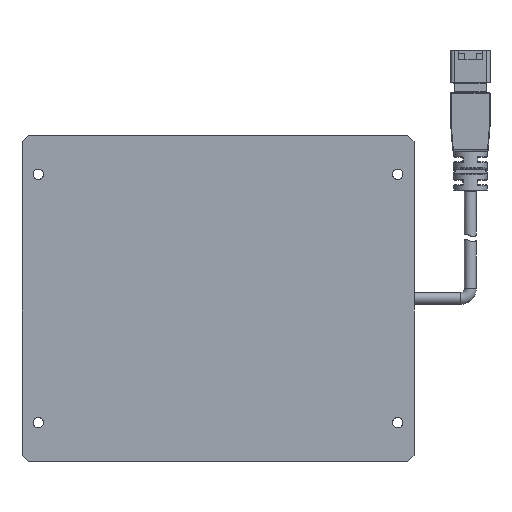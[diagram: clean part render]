
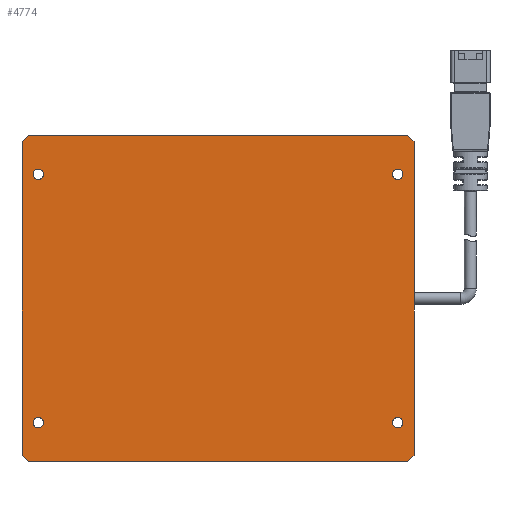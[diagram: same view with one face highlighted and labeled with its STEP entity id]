
A CAD part, front view. The second image highlights one B-rep face of the part: STEP entity #4774.
In plain terms, the highlighted planar face has unit normal (0, -1, 0).
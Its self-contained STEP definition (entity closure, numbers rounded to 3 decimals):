
#91 = CARTESIAN_POINT ( 'NONE',  ( 58., 0., -50. ) ) ;
#232 = LINE ( 'NONE', #2554, #5433 ) ;
#258 = CARTESIAN_POINT ( 'NONE',  ( 60., 0., -48. ) ) ;
#333 = CARTESIAN_POINT ( 'NONE',  ( -55., 0., 38. ) ) ;
#405 = ORIENTED_EDGE ( 'NONE', *, *, #1354, .F. ) ;
#486 = DIRECTION ( 'NONE',  ( -0.707, 0., 0.707 ) ) ;
#513 = CIRCLE ( 'NONE', #2996, 1.6 ) ;
#551 = CARTESIAN_POINT ( 'NONE',  ( -60., 0., -50. ) ) ;
#584 = CARTESIAN_POINT ( 'NONE',  ( 55., 0., -39.6 ) ) ;
#731 = VERTEX_POINT ( 'NONE', #91 ) ;
#751 = EDGE_CURVE ( 'NONE', #7436, #5542, #8802, .T. ) ;
#753 = LINE ( 'NONE', #8709, #7070 ) ;
#792 = LINE ( 'NONE', #551, #2842 ) ;
#794 = CARTESIAN_POINT ( 'NONE',  ( 55., 0., 36.4 ) ) ;
#804 = FACE_OUTER_BOUND ( 'NONE', #1054, .T. ) ;
#867 = CARTESIAN_POINT ( 'NONE',  ( -58., 0., 50. ) ) ;
#923 = CARTESIAN_POINT ( 'NONE',  ( -60., 0., -50. ) ) ;
#980 = CARTESIAN_POINT ( 'NONE',  ( -55., 0., 38. ) ) ;
#989 = ORIENTED_EDGE ( 'NONE', *, *, #9297, .F. ) ;
#1054 = EDGE_LOOP ( 'NONE', ( #7621, #5528, #2160, #7120, #989, #1811, #405, #11053 ) ) ;
#1079 = FACE_BOUND ( 'NONE', #3171, .T. ) ;
#1255 = VERTEX_POINT ( 'NONE', #3106 ) ;
#1277 = ORIENTED_EDGE ( 'NONE', *, *, #10652, .T. ) ;
#1295 = AXIS2_PLACEMENT_3D ( 'NONE', #9426, #10311, #2291 ) ;
#1354 = EDGE_CURVE ( 'NONE', #7519, #5822, #4199, .T. ) ;
#1427 = DIRECTION ( 'NONE',  ( 0., 0., 1. ) ) ;
#1457 = CIRCLE ( 'NONE', #3746, 1.6 ) ;
#1811 = ORIENTED_EDGE ( 'NONE', *, *, #4622, .T. ) ;
#2061 = EDGE_CURVE ( 'NONE', #731, #6721, #2877, .T. ) ;
#2092 = EDGE_LOOP ( 'NONE', ( #4891, #8095 ) ) ;
#2160 = ORIENTED_EDGE ( 'NONE', *, *, #9229, .F. ) ;
#2271 = CARTESIAN_POINT ( 'NONE',  ( 55., 0., 38. ) ) ;
#2291 = DIRECTION ( 'NONE',  ( 0., 0., 1. ) ) ;
#2392 = DIRECTION ( 'NONE',  ( 0., 0., 1. ) ) ;
#2516 = ORIENTED_EDGE ( 'NONE', *, *, #6774, .T. ) ;
#2554 = CARTESIAN_POINT ( 'NONE',  ( -60., 0., -48. ) ) ;
#2733 = VERTEX_POINT ( 'NONE', #9111 ) ;
#2749 = DIRECTION ( 'NONE',  ( 0., 0., 1. ) ) ;
#2793 = LINE ( 'NONE', #5734, #10248 ) ;
#2842 = VECTOR ( 'NONE', #6700, 1000. ) ;
#2877 = LINE ( 'NONE', #3918, #3017 ) ;
#2996 = AXIS2_PLACEMENT_3D ( 'NONE', #5395, #6302, #8963 ) ;
#3001 = CARTESIAN_POINT ( 'NONE',  ( 58., 0., 50. ) ) ;
#3017 = VECTOR ( 'NONE', #7280, 1000. ) ;
#3106 = CARTESIAN_POINT ( 'NONE',  ( -55., 0., -39.6 ) ) ;
#3171 = EDGE_LOOP ( 'NONE', ( #8002, #3429 ) ) ;
#3393 = FACE_BOUND ( 'NONE', #2092, .T. ) ;
#3419 = CARTESIAN_POINT ( 'NONE',  ( 55., 0., -36.4 ) ) ;
#3429 = ORIENTED_EDGE ( 'NONE', *, *, #751, .T. ) ;
#3667 = VERTEX_POINT ( 'NONE', #3001 ) ;
#3746 = AXIS2_PLACEMENT_3D ( 'NONE', #333, #10871, #9979 ) ;
#3811 = FACE_BOUND ( 'NONE', #4954, .T. ) ;
#3865 = VERTEX_POINT ( 'NONE', #584 ) ;
#3899 = CARTESIAN_POINT ( 'NONE',  ( -55., 0., -36.4 ) ) ;
#3918 = CARTESIAN_POINT ( 'NONE',  ( 58., 0., -50. ) ) ;
#4081 = VECTOR ( 'NONE', #4305, 1000. ) ;
#4199 = LINE ( 'NONE', #923, #7236 ) ;
#4231 = VERTEX_POINT ( 'NONE', #3899 ) ;
#4305 = DIRECTION ( 'NONE',  ( -0.707, 0., -0.707 ) ) ;
#4323 = DIRECTION ( 'NONE',  ( 0., 0., 1. ) ) ;
#4325 = ORIENTED_EDGE ( 'NONE', *, *, #6759, .T. ) ;
#4356 = DIRECTION ( 'NONE',  ( 1., 0., 0. ) ) ;
#4412 = DIRECTION ( 'NONE',  ( 0., 1., 0. ) ) ;
#4578 = CARTESIAN_POINT ( 'NONE',  ( 55., 0., 38. ) ) ;
#4622 = EDGE_CURVE ( 'NONE', #9191, #5822, #7684, .T. ) ;
#4685 = VERTEX_POINT ( 'NONE', #794 ) ;
#4774 = ADVANCED_FACE ( 'NONE', ( #3393, #5169, #1079, #3811, #804 ), #9217, .F. ) ;
#4891 = ORIENTED_EDGE ( 'NONE', *, *, #7219, .T. ) ;
#4954 = EDGE_LOOP ( 'NONE', ( #1277, #2516 ) ) ;
#5021 = DIRECTION ( 'NONE',  ( 0., 1., 0. ) ) ;
#5122 = CARTESIAN_POINT ( 'NONE',  ( -55., 0., 36.4 ) ) ;
#5169 = FACE_BOUND ( 'NONE', #11205, .T. ) ;
#5183 = DIRECTION ( 'NONE',  ( 0.707, 0., -0.707 ) ) ;
#5291 = EDGE_CURVE ( 'NONE', #3865, #6907, #513, .T. ) ;
#5313 = CIRCLE ( 'NONE', #9568, 1.6 ) ;
#5349 = CARTESIAN_POINT ( 'NONE',  ( -55., 0., 39.6 ) ) ;
#5395 = CARTESIAN_POINT ( 'NONE',  ( 55., 0., -38. ) ) ;
#5433 = VECTOR ( 'NONE', #5183, 1000. ) ;
#5528 = ORIENTED_EDGE ( 'NONE', *, *, #2061, .T. ) ;
#5542 = VERTEX_POINT ( 'NONE', #5349 ) ;
#5545 = DIRECTION ( 'NONE',  ( 0., 1., 0. ) ) ;
#5734 = CARTESIAN_POINT ( 'NONE',  ( 60., 0., 48. ) ) ;
#5759 = CARTESIAN_POINT ( 'NONE',  ( 55., 0., -38. ) ) ;
#5822 = VERTEX_POINT ( 'NONE', #7408 ) ;
#5868 = CARTESIAN_POINT ( 'NONE',  ( -58., 0., -50. ) ) ;
#6007 = CIRCLE ( 'NONE', #6177, 1.6 ) ;
#6064 = ORIENTED_EDGE ( 'NONE', *, *, #7903, .T. ) ;
#6177 = AXIS2_PLACEMENT_3D ( 'NONE', #5759, #9286, #1427 ) ;
#6302 = DIRECTION ( 'NONE',  ( 0., 1., 0. ) ) ;
#6501 = AXIS2_PLACEMENT_3D ( 'NONE', #8525, #11137, #10212 ) ;
#6541 = LINE ( 'NONE', #10452, #11216 ) ;
#6679 = CARTESIAN_POINT ( 'NONE',  ( -60., 0., -48. ) ) ;
#6700 = DIRECTION ( 'NONE',  ( -1., 0., 0. ) ) ;
#6721 = VERTEX_POINT ( 'NONE', #258 ) ;
#6759 = EDGE_CURVE ( 'NONE', #2733, #4685, #11139, .T. ) ;
#6774 = EDGE_CURVE ( 'NONE', #1255, #4231, #5313, .T. ) ;
#6799 = CARTESIAN_POINT ( 'NONE',  ( -58., 0., 50. ) ) ;
#6907 = VERTEX_POINT ( 'NONE', #3419 ) ;
#7070 = VECTOR ( 'NONE', #9501, 1000. ) ;
#7105 = DIRECTION ( 'NONE',  ( 0., 0., 1. ) ) ;
#7120 = ORIENTED_EDGE ( 'NONE', *, *, #9717, .T. ) ;
#7218 = EDGE_CURVE ( 'NONE', #731, #9248, #792, .T. ) ;
#7219 = EDGE_CURVE ( 'NONE', #6907, #3865, #6007, .T. ) ;
#7236 = VECTOR ( 'NONE', #4323, 1000. ) ;
#7280 = DIRECTION ( 'NONE',  ( 0.707, 0., 0.707 ) ) ;
#7408 = CARTESIAN_POINT ( 'NONE',  ( -60., 0., 48. ) ) ;
#7436 = VERTEX_POINT ( 'NONE', #5122 ) ;
#7517 = AXIS2_PLACEMENT_3D ( 'NONE', #4578, #5545, #2749 ) ;
#7519 = VERTEX_POINT ( 'NONE', #6679 ) ;
#7610 = CARTESIAN_POINT ( 'NONE',  ( -55., 0., -38. ) ) ;
#7621 = ORIENTED_EDGE ( 'NONE', *, *, #7218, .F. ) ;
#7684 = LINE ( 'NONE', #867, #4081 ) ;
#7826 = EDGE_CURVE ( 'NONE', #7519, #9248, #232, .T. ) ;
#7903 = EDGE_CURVE ( 'NONE', #4685, #2733, #10971, .T. ) ;
#8002 = ORIENTED_EDGE ( 'NONE', *, *, #8027, .T. ) ;
#8027 = EDGE_CURVE ( 'NONE', #5542, #7436, #1457, .T. ) ;
#8029 = AXIS2_PLACEMENT_3D ( 'NONE', #2271, #5021, #9332 ) ;
#8095 = ORIENTED_EDGE ( 'NONE', *, *, #5291, .T. ) ;
#8410 = AXIS2_PLACEMENT_3D ( 'NONE', #980, #4412, #7105 ) ;
#8525 = CARTESIAN_POINT ( 'NONE',  ( 0., 0., 0. ) ) ;
#8709 = CARTESIAN_POINT ( 'NONE',  ( 60., 0., -50. ) ) ;
#8802 = CIRCLE ( 'NONE', #8410, 1.6 ) ;
#8963 = DIRECTION ( 'NONE',  ( 0., 0., 1. ) ) ;
#9111 = CARTESIAN_POINT ( 'NONE',  ( 55., 0., 39.6 ) ) ;
#9191 = VERTEX_POINT ( 'NONE', #6799 ) ;
#9217 = PLANE ( 'NONE',  #6501 ) ;
#9229 = EDGE_CURVE ( 'NONE', #9750, #6721, #753, .T. ) ;
#9248 = VERTEX_POINT ( 'NONE', #5868 ) ;
#9286 = DIRECTION ( 'NONE',  ( 0., 1., 0. ) ) ;
#9297 = EDGE_CURVE ( 'NONE', #9191, #3667, #6541, .T. ) ;
#9332 = DIRECTION ( 'NONE',  ( 0., 0., 1. ) ) ;
#9426 = CARTESIAN_POINT ( 'NONE',  ( -55., 0., -38. ) ) ;
#9448 = DIRECTION ( 'NONE',  ( 0., 1., 0. ) ) ;
#9501 = DIRECTION ( 'NONE',  ( 0., 0., -1. ) ) ;
#9568 = AXIS2_PLACEMENT_3D ( 'NONE', #7610, #9448, #2392 ) ;
#9689 = CARTESIAN_POINT ( 'NONE',  ( 60., 0., 48. ) ) ;
#9717 = EDGE_CURVE ( 'NONE', #9750, #3667, #2793, .T. ) ;
#9750 = VERTEX_POINT ( 'NONE', #9689 ) ;
#9979 = DIRECTION ( 'NONE',  ( 0., 0., 1. ) ) ;
#10091 = CIRCLE ( 'NONE', #1295, 1.6 ) ;
#10212 = DIRECTION ( 'NONE',  ( 0., 0., 1. ) ) ;
#10248 = VECTOR ( 'NONE', #486, 1000. ) ;
#10311 = DIRECTION ( 'NONE',  ( 0., 1., 0. ) ) ;
#10452 = CARTESIAN_POINT ( 'NONE',  ( -60., 0., 50. ) ) ;
#10652 = EDGE_CURVE ( 'NONE', #4231, #1255, #10091, .T. ) ;
#10871 = DIRECTION ( 'NONE',  ( 0., 1., 0. ) ) ;
#10971 = CIRCLE ( 'NONE', #7517, 1.6 ) ;
#11053 = ORIENTED_EDGE ( 'NONE', *, *, #7826, .T. ) ;
#11137 = DIRECTION ( 'NONE',  ( 0., 1., 0. ) ) ;
#11139 = CIRCLE ( 'NONE', #8029, 1.6 ) ;
#11205 = EDGE_LOOP ( 'NONE', ( #4325, #6064 ) ) ;
#11216 = VECTOR ( 'NONE', #4356, 1000. ) ;
